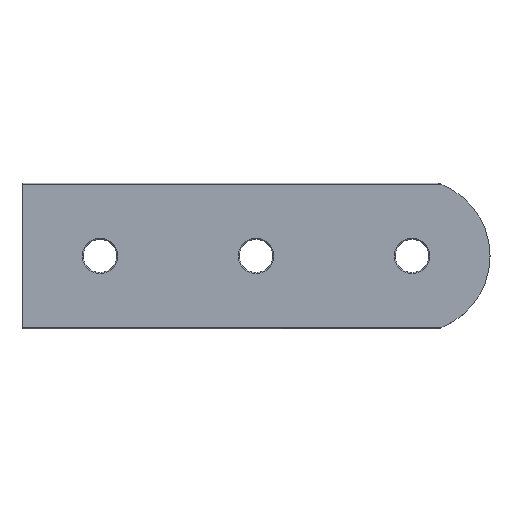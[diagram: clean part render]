
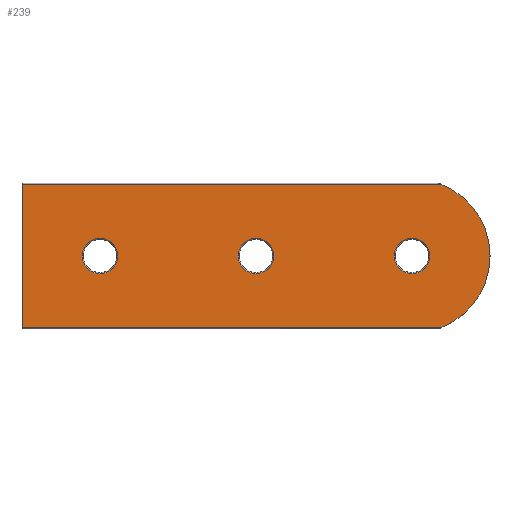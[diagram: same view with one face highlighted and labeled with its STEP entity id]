
A CAD part, top view. The second image highlights one B-rep face of the part: STEP entity #239.
In plain terms, the highlighted planar face has unit normal (0, 0, 1).
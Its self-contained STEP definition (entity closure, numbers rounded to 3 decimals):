
#3 = DIRECTION ( 'NONE',  ( 0., 0., -1. ) ) ;
#10 = VERTEX_POINT ( 'NONE', #127 ) ;
#22 = AXIS2_PLACEMENT_3D ( 'NONE', #538, #558, #504 ) ;
#26 = CARTESIAN_POINT ( 'NONE',  ( -40., 14., 4. ) ) ;
#37 = ORIENTED_EDGE ( 'NONE', *, *, #518, .T. ) ;
#38 = DIRECTION ( 'NONE',  ( 0., 0., -1. ) ) ;
#40 = AXIS2_PLACEMENT_3D ( 'NONE', #176, #675, #153 ) ;
#44 = EDGE_CURVE ( 'NONE', #585, #242, #520, .T. ) ;
#46 = CARTESIAN_POINT ( 'NONE',  ( 38.4, 0., 4. ) ) ;
#52 = AXIS2_PLACEMENT_3D ( 'NONE', #191, #85, #521 ) ;
#61 = ORIENTED_EDGE ( 'NONE', *, *, #140, .T. ) ;
#66 = CARTESIAN_POINT ( 'NONE',  ( 35., 0., 4. ) ) ;
#73 = EDGE_CURVE ( 'NONE', #322, #619, #689, .T. ) ;
#74 = DIRECTION ( 'NONE',  ( -1., 0., 0. ) ) ;
#79 = AXIS2_PLACEMENT_3D ( 'NONE', #263, #38, #422 ) ;
#80 = AXIS2_PLACEMENT_3D ( 'NONE', #223, #511, #74 ) ;
#85 = DIRECTION ( 'NONE',  ( 0., 0., -1. ) ) ;
#93 = DIRECTION ( 'NONE',  ( 0., -1., 0. ) ) ;
#103 = EDGE_CURVE ( 'NONE', #467, #322, #700, .T. ) ;
#123 = DIRECTION ( 'NONE',  ( 1., 0., 0. ) ) ;
#124 = DIRECTION ( 'NONE',  ( -1., 0., 0. ) ) ;
#127 = CARTESIAN_POINT ( 'NONE',  ( -28.4, 0., 4. ) ) ;
#140 = EDGE_CURVE ( 'NONE', #405, #467, #377, .T. ) ;
#152 = DIRECTION ( 'NONE',  ( 0., 0., -1. ) ) ;
#153 = DIRECTION ( 'NONE',  ( -1., 0., 0. ) ) ;
#167 = CARTESIAN_POINT ( 'NONE',  ( -40., 13.8, 4. ) ) ;
#171 = CARTESIAN_POINT ( 'NONE',  ( 35., 0., 4. ) ) ;
#176 = CARTESIAN_POINT ( 'NONE',  ( 35.2, 0., 4. ) ) ;
#191 = CARTESIAN_POINT ( 'NONE',  ( -25., 0., 4. ) ) ;
#209 = FACE_BOUND ( 'NONE', #634, .T. ) ;
#223 = CARTESIAN_POINT ( 'NONE',  ( 5., 0., 4. ) ) ;
#239 = ADVANCED_FACE ( 'NONE', ( #727, #209, #433, #459 ), #348, .F. ) ;
#242 = VERTEX_POINT ( 'NONE', #613 ) ;
#249 = VERTEX_POINT ( 'NONE', #46 ) ;
#254 = CARTESIAN_POINT ( 'NONE',  ( -40., -13.8, 4. ) ) ;
#263 = CARTESIAN_POINT ( 'NONE',  ( -25., 0., 4. ) ) ;
#273 = AXIS2_PLACEMENT_3D ( 'NONE', #171, #152, #553 ) ;
#287 = ORIENTED_EDGE ( 'NONE', *, *, #73, .T. ) ;
#290 = CARTESIAN_POINT ( 'NONE',  ( 35.2, 13.8, 4. ) ) ;
#293 = AXIS2_PLACEMENT_3D ( 'NONE', #66, #300, #527 ) ;
#300 = DIRECTION ( 'NONE',  ( 0., 0., -1. ) ) ;
#301 = EDGE_CURVE ( 'NONE', #242, #585, #563, .T. ) ;
#302 = ORIENTED_EDGE ( 'NONE', *, *, #44, .T. ) ;
#318 = ORIENTED_EDGE ( 'NONE', *, *, #346, .T. ) ;
#322 = VERTEX_POINT ( 'NONE', #461 ) ;
#346 = EDGE_CURVE ( 'NONE', #619, #405, #673, .T. ) ;
#348 = PLANE ( 'NONE',  #40 ) ;
#374 = CARTESIAN_POINT ( 'NONE',  ( 8.4, 0., 4. ) ) ;
#377 = LINE ( 'NONE', #26, #440 ) ;
#380 = CIRCLE ( 'NONE', #79, 3.4 ) ;
#383 = CARTESIAN_POINT ( 'NONE',  ( 31.6, 0., 4. ) ) ;
#405 = VERTEX_POINT ( 'NONE', #167 ) ;
#411 = VERTEX_POINT ( 'NONE', #383 ) ;
#413 = CARTESIAN_POINT ( 'NONE',  ( 35.2, -13.8, 4. ) ) ;
#414 = CARTESIAN_POINT ( 'NONE',  ( -21.6, 0., 4. ) ) ;
#422 = DIRECTION ( 'NONE',  ( -1., 0., 0. ) ) ;
#433 = FACE_BOUND ( 'NONE', #542, .T. ) ;
#440 = VECTOR ( 'NONE', #93, 1000. ) ;
#442 = CARTESIAN_POINT ( 'NONE',  ( 5., 0., 4. ) ) ;
#456 = EDGE_LOOP ( 'NONE', ( #740, #662 ) ) ;
#459 = FACE_OUTER_BOUND ( 'NONE', #575, .T. ) ;
#461 = CARTESIAN_POINT ( 'NONE',  ( 40.548, -13.8, 4. ) ) ;
#464 = VERTEX_POINT ( 'NONE', #414 ) ;
#467 = VERTEX_POINT ( 'NONE', #254 ) ;
#478 = EDGE_CURVE ( 'NONE', #411, #249, #651, .T. ) ;
#504 = DIRECTION ( 'NONE',  ( -1., 0., 0. ) ) ;
#511 = DIRECTION ( 'NONE',  ( 0., 0., -1. ) ) ;
#518 = EDGE_CURVE ( 'NONE', #10, #464, #725, .T. ) ;
#520 = CIRCLE ( 'NONE', #80, 3.4 ) ;
#521 = DIRECTION ( 'NONE',  ( -1., 0., 0. ) ) ;
#527 = DIRECTION ( 'NONE',  ( -1., 0., 0. ) ) ;
#538 = CARTESIAN_POINT ( 'NONE',  ( 35.2, 0., 4. ) ) ;
#542 = EDGE_LOOP ( 'NONE', ( #623, #37 ) ) ;
#544 = ORIENTED_EDGE ( 'NONE', *, *, #301, .T. ) ;
#553 = DIRECTION ( 'NONE',  ( -1., 0., 0. ) ) ;
#558 = DIRECTION ( 'NONE',  ( 0., 0., 1. ) ) ;
#563 = CIRCLE ( 'NONE', #650, 3.4 ) ;
#575 = EDGE_LOOP ( 'NONE', ( #61, #702, #287, #318 ) ) ;
#585 = VERTEX_POINT ( 'NONE', #374 ) ;
#613 = CARTESIAN_POINT ( 'NONE',  ( 1.6, 0., 4. ) ) ;
#619 = VERTEX_POINT ( 'NONE', #654 ) ;
#623 = ORIENTED_EDGE ( 'NONE', *, *, #646, .T. ) ;
#626 = VECTOR ( 'NONE', #123, 1000. ) ;
#633 = DIRECTION ( 'NONE',  ( -1., 0., 0. ) ) ;
#634 = EDGE_LOOP ( 'NONE', ( #302, #544 ) ) ;
#646 = EDGE_CURVE ( 'NONE', #464, #10, #380, .T. ) ;
#650 = AXIS2_PLACEMENT_3D ( 'NONE', #442, #3, #633 ) ;
#651 = CIRCLE ( 'NONE', #293, 3.4 ) ;
#654 = CARTESIAN_POINT ( 'NONE',  ( 40.548, 13.8, 4. ) ) ;
#662 = ORIENTED_EDGE ( 'NONE', *, *, #478, .T. ) ;
#673 = LINE ( 'NONE', #290, #715 ) ;
#675 = DIRECTION ( 'NONE',  ( 0., 0., -1. ) ) ;
#688 = CIRCLE ( 'NONE', #273, 3.4 ) ;
#689 = CIRCLE ( 'NONE', #22, 14.8 ) ;
#700 = LINE ( 'NONE', #413, #626 ) ;
#702 = ORIENTED_EDGE ( 'NONE', *, *, #103, .T. ) ;
#715 = VECTOR ( 'NONE', #124, 1000. ) ;
#717 = EDGE_CURVE ( 'NONE', #249, #411, #688, .T. ) ;
#725 = CIRCLE ( 'NONE', #52, 3.4 ) ;
#727 = FACE_BOUND ( 'NONE', #456, .T. ) ;
#740 = ORIENTED_EDGE ( 'NONE', *, *, #717, .T. ) ;
